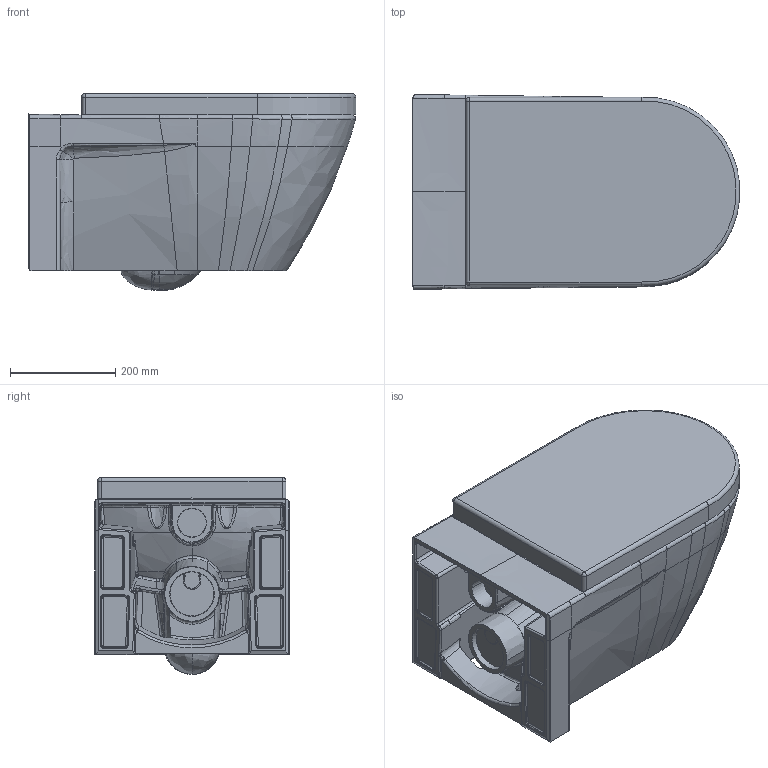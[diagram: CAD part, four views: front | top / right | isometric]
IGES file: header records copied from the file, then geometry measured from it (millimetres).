
Global section: file name: No Iges File Name specified; native system: Autodesk Inventor 2011; preprocessor: AutoDesk Inventor Iges Exporter R2011; author: Administrator; date: 20110529.124424; units: millimetre
Bounding box: 620.37 x 368.94 x 373.48 mm (x, y, z)
Volume: 31553237.9 mm3; surface area: 1830414.9 mm2
Topology: 2 solids, 2 shells, 964 faces, 2445 edges, 1459 vertices
Faces by surface type: bspline 666, plane 97, revolution 81, cylinder 79, torus 36, cone 3, sphere 2
